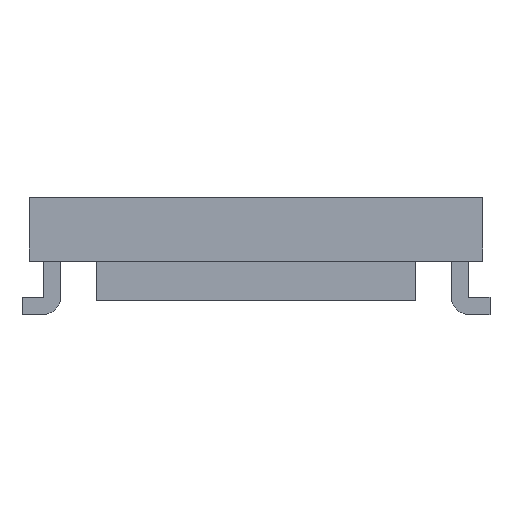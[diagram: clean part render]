
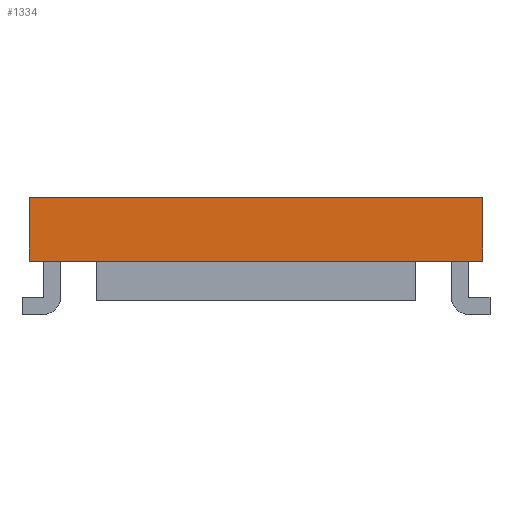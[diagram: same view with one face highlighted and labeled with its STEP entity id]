
A CAD part, left-side view. The second image highlights one B-rep face of the part: STEP entity #1334.
In plain terms, the highlighted planar face has unit normal (-1, 0, 0).
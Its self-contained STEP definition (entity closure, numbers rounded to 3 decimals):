
#1334 = ADVANCED_FACE( '', ( #2597 ), #2598, .T. );
#2597 = FACE_OUTER_BOUND( '', #4025, .T. );
#2598 = PLANE( '', #4026 );
#4025 = EDGE_LOOP( '', ( #6626, #6627, #6628, #6629 ) );
#4026 = AXIS2_PLACEMENT_3D( '', #6630, #6631, #6632 );
#6626 = ORIENTED_EDGE( '', *, *, #9867, .F. );
#6627 = ORIENTED_EDGE( '', *, *, #9338, .F. );
#6628 = ORIENTED_EDGE( '', *, *, #10078, .T. );
#6629 = ORIENTED_EDGE( '', *, *, #10079, .T. );
#6630 = CARTESIAN_POINT( '', ( -8.925, 4.625, 1.09 ) );
#6631 = DIRECTION( '', ( -1., 0., 0. ) );
#6632 = DIRECTION( '', ( 0., 0., 1. ) );
#9338 = EDGE_CURVE( '', #11056, #11052, #11058, .T. );
#9867 = EDGE_CURVE( '', #11052, #11940, #11941, .T. );
#10078 = EDGE_CURVE( '', #11056, #12255, #12256, .T. );
#10079 = EDGE_CURVE( '', #12255, #11940, #12257, .T. );
#11052 = VERTEX_POINT( '', #13546 );
#11056 = VERTEX_POINT( '', #13552 );
#11058 = LINE( '', #13555, #13556 );
#11940 = VERTEX_POINT( '', #15013 );
#11941 = LINE( '', #15014, #15015 );
#12255 = VERTEX_POINT( '', #15655 );
#12256 = LINE( '', #15656, #15657 );
#12257 = LINE( '', #15658, #15659 );
#13546 = CARTESIAN_POINT( '', ( -8.925, 4.625, 2.39 ) );
#13552 = CARTESIAN_POINT( '', ( -8.925, 4.625, 1.09 ) );
#13555 = CARTESIAN_POINT( '', ( -8.925, 4.625, 1.09 ) );
#13556 = VECTOR( '', #17039, 1000. );
#15013 = CARTESIAN_POINT( '', ( -8.925, -4.625, 2.39 ) );
#15014 = CARTESIAN_POINT( '', ( -8.925, 4.625, 2.39 ) );
#15015 = VECTOR( '', #17508, 1000. );
#15655 = CARTESIAN_POINT( '', ( -8.925, -4.625, 1.09 ) );
#15656 = CARTESIAN_POINT( '', ( -8.925, 4.625, 1.09 ) );
#15657 = VECTOR( '', #17673, 1000. );
#15658 = CARTESIAN_POINT( '', ( -8.925, -4.625, 1.09 ) );
#15659 = VECTOR( '', #17674, 1000. );
#17039 = DIRECTION( '', ( 0., 0., 1. ) );
#17508 = DIRECTION( '', ( 0., -1., 0. ) );
#17673 = DIRECTION( '', ( 0., -1., 0. ) );
#17674 = DIRECTION( '', ( 0., 0., 1. ) );
